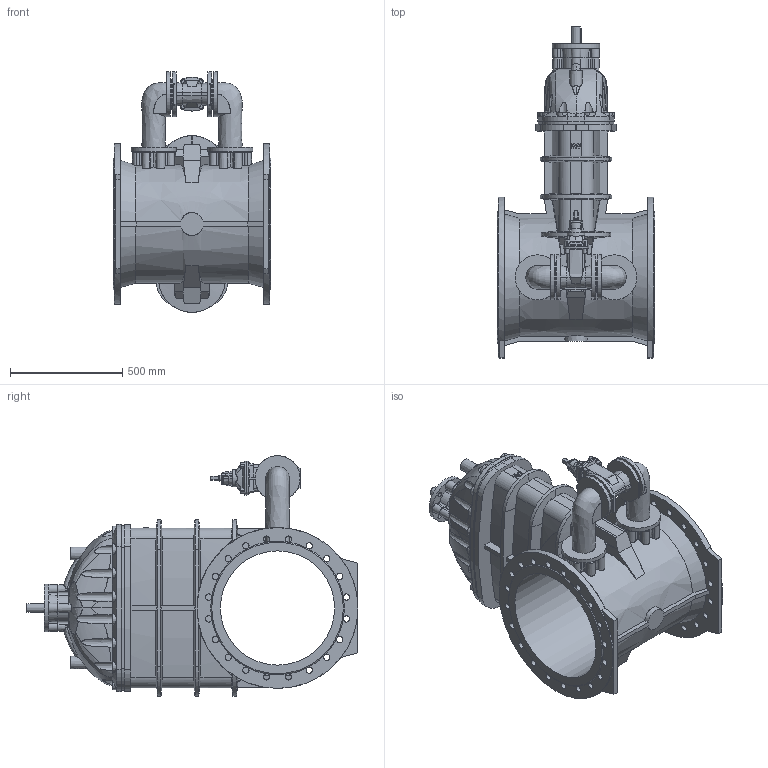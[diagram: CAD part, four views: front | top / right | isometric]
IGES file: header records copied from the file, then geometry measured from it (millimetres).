
Start section: SolidWorks IGES file using analytic representation for surfaces
Global section: file name: O_55_30_DN500_X0XXX1_AA0_igs.igs; native system: SolidWorks 2012; preprocessor: SolidWorks 2012; author: pbm; date: 160127.100829; units: millimetre
Bounding box: 700 x 1475.5 x 1069.5 mm (x, y, z)
Surface area: 5942372.4 mm2 (no closed solid volume)
Topology: 0 solids, 0 shells, 842 faces, 5052 edges, 4957 vertices
Faces by surface type: revolution 501, bspline 341
